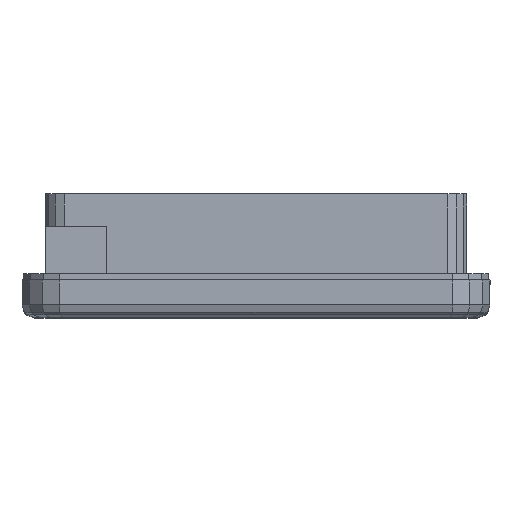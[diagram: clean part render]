
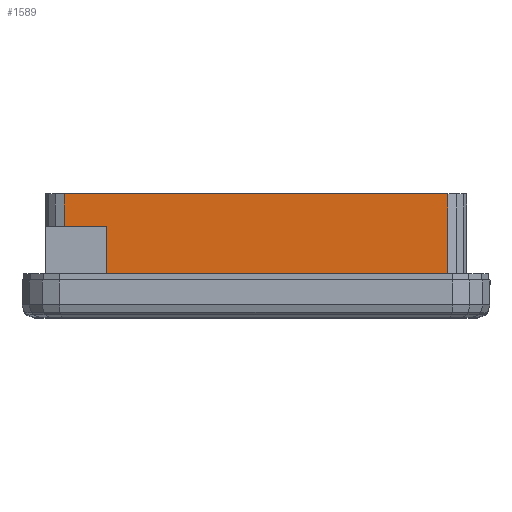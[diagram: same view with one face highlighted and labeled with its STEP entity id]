
A CAD part, top view. The second image highlights one B-rep face of the part: STEP entity #1589.
In plain terms, the highlighted planar face has unit normal (0, 0, 1).
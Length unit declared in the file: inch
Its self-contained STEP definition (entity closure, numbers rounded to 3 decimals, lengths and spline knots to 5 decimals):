
#69 = FACE_OUTER_BOUND ( 'NONE', #945, .T. ) ;
#440 = DIRECTION ( 'NONE',  ( 0., 0., 1. ) ) ;
#469 = CARTESIAN_POINT ( 'NONE',  ( -1.21118, -0.20472, 1.33071 ) ) ;
#649 = CARTESIAN_POINT ( 'NONE',  ( -0.94488, 0., 1.33071 ) ) ;
#709 = AXIS2_PLACEMENT_3D ( 'NONE', #4739, #440, #4793 ) ;
#809 = LINE ( 'NONE', #4780, #5409 ) ;
#945 = EDGE_LOOP ( 'NONE', ( #5508, #6117, #5596, #1860, #7545, #1325 ) ) ;
#1124 = CARTESIAN_POINT ( 'NONE',  ( 1.21118, -0.50394, 1.33071 ) ) ;
#1126 = VECTOR ( 'NONE', #4283, 39.37008 ) ;
#1325 = ORIENTED_EDGE ( 'NONE', *, *, #7326, .T. ) ;
#1589 = ADVANCED_FACE ( 'NONE', ( #69 ), #5968, .T. ) ;
#1694 = EDGE_CURVE ( 'NONE', #6314, #2912, #4482, .T. ) ;
#1762 = LINE ( 'NONE', #7369, #4638 ) ;
#1778 = LINE ( 'NONE', #3911, #4378 ) ;
#1860 = ORIENTED_EDGE ( 'NONE', *, *, #1694, .T. ) ;
#2065 = DIRECTION ( 'NONE',  ( 0., 1., 0. ) ) ;
#2120 = CARTESIAN_POINT ( 'NONE',  ( 1.21118, 0., 1.33071 ) ) ;
#2305 = CARTESIAN_POINT ( 'NONE',  ( 1.21118, 0., 1.33071 ) ) ;
#2527 = DIRECTION ( 'NONE',  ( 1., 0., 0. ) ) ;
#2536 = EDGE_CURVE ( 'NONE', #2912, #4112, #809, .T. ) ;
#2692 = DIRECTION ( 'NONE',  ( 0., -1., 0. ) ) ;
#2882 = EDGE_CURVE ( 'NONE', #5057, #4530, #1778, .T. ) ;
#2912 = VERTEX_POINT ( 'NONE', #5797 ) ;
#3226 = LINE ( 'NONE', #2120, #4642 ) ;
#3570 = EDGE_CURVE ( 'NONE', #4530, #6314, #7903, .T. ) ;
#3712 = EDGE_CURVE ( 'NONE', #5057, #4545, #1762, .T. ) ;
#3911 = CARTESIAN_POINT ( 'NONE',  ( -1.21118, 0., 1.33071 ) ) ;
#4073 = VECTOR ( 'NONE', #4515, 39.37008 ) ;
#4112 = VERTEX_POINT ( 'NONE', #1124 ) ;
#4283 = DIRECTION ( 'NONE',  ( 0., -1., 0. ) ) ;
#4378 = VECTOR ( 'NONE', #2692, 39.37008 ) ;
#4482 = LINE ( 'NONE', #649, #1126 ) ;
#4515 = DIRECTION ( 'NONE',  ( 1., 0., 0. ) ) ;
#4530 = VERTEX_POINT ( 'NONE', #469 ) ;
#4545 = VERTEX_POINT ( 'NONE', #2305 ) ;
#4638 = VECTOR ( 'NONE', #2527, 39.37008 ) ;
#4642 = VECTOR ( 'NONE', #2065, 39.37008 ) ;
#4739 = CARTESIAN_POINT ( 'NONE',  ( 1.21118, 0., 1.33071 ) ) ;
#4780 = CARTESIAN_POINT ( 'NONE',  ( 1.21118, -0.50394, 1.33071 ) ) ;
#4793 = DIRECTION ( 'NONE',  ( 1., 0., 0. ) ) ;
#5057 = VERTEX_POINT ( 'NONE', #7304 ) ;
#5330 = DIRECTION ( 'NONE',  ( 1., 0., 0. ) ) ;
#5409 = VECTOR ( 'NONE', #5330, 39.37008 ) ;
#5508 = ORIENTED_EDGE ( 'NONE', *, *, #3712, .F. ) ;
#5596 = ORIENTED_EDGE ( 'NONE', *, *, #3570, .T. ) ;
#5797 = CARTESIAN_POINT ( 'NONE',  ( -0.94488, -0.50394, 1.33071 ) ) ;
#5968 = PLANE ( 'NONE',  #709 ) ;
#6117 = ORIENTED_EDGE ( 'NONE', *, *, #2882, .T. ) ;
#6314 = VERTEX_POINT ( 'NONE', #7544 ) ;
#7304 = CARTESIAN_POINT ( 'NONE',  ( -1.21118, 0., 1.33071 ) ) ;
#7326 = EDGE_CURVE ( 'NONE', #4112, #4545, #3226, .T. ) ;
#7369 = CARTESIAN_POINT ( 'NONE',  ( -1.33071, 0., 1.33071 ) ) ;
#7544 = CARTESIAN_POINT ( 'NONE',  ( -0.94488, -0.20472, 1.33071 ) ) ;
#7545 = ORIENTED_EDGE ( 'NONE', *, *, #2536, .T. ) ;
#7569 = CARTESIAN_POINT ( 'NONE',  ( 1.21118, -0.20472, 1.33071 ) ) ;
#7903 = LINE ( 'NONE', #7569, #4073 ) ;
